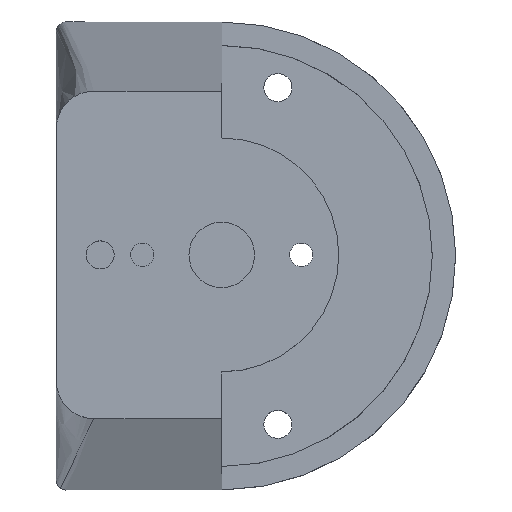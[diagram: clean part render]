
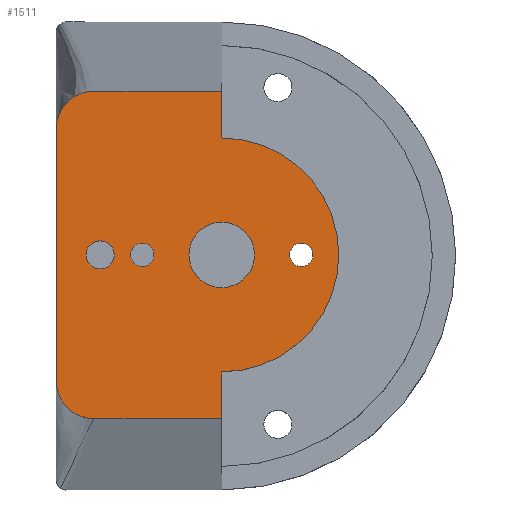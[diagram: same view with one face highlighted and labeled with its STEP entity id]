
A CAD part, top view. The second image highlights one B-rep face of the part: STEP entity #1511.
In plain terms, the highlighted planar face has unit normal (0, 0, 1).
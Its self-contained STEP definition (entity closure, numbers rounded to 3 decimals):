
#31=FACE_BOUND('',#215,.T.);
#32=FACE_BOUND('',#216,.T.);
#33=FACE_BOUND('',#217,.T.);
#34=FACE_BOUND('',#218,.T.);
#87=PLANE('',#1615);
#127=FACE_OUTER_BOUND('',#214,.T.);
#214=EDGE_LOOP('',(#1044,#1045,#1046,#1047,#1048,#1049,#1050,#1051,#1052,
#1053,#1054,#1055,#1056,#1057));
#215=EDGE_LOOP('',(#1058));
#216=EDGE_LOOP('',(#1059));
#217=EDGE_LOOP('',(#1060));
#218=EDGE_LOOP('',(#1061));
#314=LINE('',#2159,#443);
#323=LINE('',#2226,#452);
#324=LINE('',#2231,#453);
#325=LINE('',#2235,#454);
#326=LINE('',#2239,#455);
#327=LINE('',#2243,#456);
#328=LINE('',#2247,#457);
#329=LINE('',#2250,#458);
#443=VECTOR('',#1753,10.);
#452=VECTOR('',#1776,10.);
#453=VECTOR('',#1781,10.);
#454=VECTOR('',#1784,10.);
#455=VECTOR('',#1787,10.);
#456=VECTOR('',#1790,10.);
#457=VECTOR('',#1793,10.);
#458=VECTOR('',#1796,10.);
#571=CIRCLE('',#1605,1.5);
#578=CIRCLE('',#1616,12.5);
#579=CIRCLE('',#1617,17.5);
#580=CIRCLE('',#1618,4.);
#581=CIRCLE('',#1619,4.);
#582=CIRCLE('',#1620,4.);
#583=CIRCLE('',#1621,4.);
#584=CIRCLE('',#1622,3.5);
#585=CIRCLE('',#1623,1.25);
#586=CIRCLE('',#1624,1.25);
#638=VERTEX_POINT('',#2151);
#640=VERTEX_POINT('',#2157);
#641=VERTEX_POINT('',#2158);
#656=VERTEX_POINT('',#2224);
#657=VERTEX_POINT('',#2228);
#658=VERTEX_POINT('',#2230);
#659=VERTEX_POINT('',#2232);
#660=VERTEX_POINT('',#2234);
#661=VERTEX_POINT('',#2236);
#662=VERTEX_POINT('',#2238);
#663=VERTEX_POINT('',#2240);
#664=VERTEX_POINT('',#2242);
#665=VERTEX_POINT('',#2244);
#666=VERTEX_POINT('',#2246);
#667=VERTEX_POINT('',#2248);
#668=VERTEX_POINT('',#2251);
#669=VERTEX_POINT('',#2253);
#670=VERTEX_POINT('',#2255);
#788=EDGE_CURVE('',#638,#638,#571,.T.);
#791=EDGE_CURVE('',#640,#641,#314,.T.);
#809=EDGE_CURVE('',#641,#656,#323,.T.);
#810=EDGE_CURVE('',#657,#656,#578,.T.);
#811=EDGE_CURVE('',#657,#658,#324,.T.);
#812=EDGE_CURVE('',#658,#659,#579,.T.);
#813=EDGE_CURVE('',#659,#660,#325,.T.);
#814=EDGE_CURVE('',#660,#661,#580,.T.);
#815=EDGE_CURVE('',#661,#662,#326,.T.);
#816=EDGE_CURVE('',#663,#662,#581,.T.);
#817=EDGE_CURVE('',#664,#663,#327,.T.);
#818=EDGE_CURVE('',#665,#664,#582,.T.);
#819=EDGE_CURVE('',#665,#666,#328,.T.);
#820=EDGE_CURVE('',#666,#667,#583,.T.);
#821=EDGE_CURVE('',#667,#640,#329,.T.);
#822=EDGE_CURVE('',#668,#668,#584,.T.);
#823=EDGE_CURVE('',#669,#669,#585,.T.);
#824=EDGE_CURVE('',#670,#670,#586,.T.);
#1044=ORIENTED_EDGE('',*,*,#810,.F.);
#1045=ORIENTED_EDGE('',*,*,#811,.T.);
#1046=ORIENTED_EDGE('',*,*,#812,.T.);
#1047=ORIENTED_EDGE('',*,*,#813,.T.);
#1048=ORIENTED_EDGE('',*,*,#814,.T.);
#1049=ORIENTED_EDGE('',*,*,#815,.T.);
#1050=ORIENTED_EDGE('',*,*,#816,.F.);
#1051=ORIENTED_EDGE('',*,*,#817,.F.);
#1052=ORIENTED_EDGE('',*,*,#818,.F.);
#1053=ORIENTED_EDGE('',*,*,#819,.T.);
#1054=ORIENTED_EDGE('',*,*,#820,.T.);
#1055=ORIENTED_EDGE('',*,*,#821,.T.);
#1056=ORIENTED_EDGE('',*,*,#791,.T.);
#1057=ORIENTED_EDGE('',*,*,#809,.T.);
#1058=ORIENTED_EDGE('',*,*,#788,.T.);
#1059=ORIENTED_EDGE('',*,*,#822,.F.);
#1060=ORIENTED_EDGE('',*,*,#823,.F.);
#1061=ORIENTED_EDGE('',*,*,#824,.F.);
#1511=ADVANCED_FACE('',(#127,#31,#32,#33,#34),#87,.T.);
#1605=AXIS2_PLACEMENT_3D('',#2152,#1746,#1747);
#1615=AXIS2_PLACEMENT_3D('',#2227,#1777,#1778);
#1616=AXIS2_PLACEMENT_3D('',#2229,#1779,#1780);
#1617=AXIS2_PLACEMENT_3D('',#2233,#1782,#1783);
#1618=AXIS2_PLACEMENT_3D('',#2237,#1785,#1786);
#1619=AXIS2_PLACEMENT_3D('',#2241,#1788,#1789);
#1620=AXIS2_PLACEMENT_3D('',#2245,#1791,#1792);
#1621=AXIS2_PLACEMENT_3D('',#2249,#1794,#1795);
#1622=AXIS2_PLACEMENT_3D('',#2252,#1797,#1798);
#1623=AXIS2_PLACEMENT_3D('',#2254,#1799,#1800);
#1624=AXIS2_PLACEMENT_3D('',#2256,#1801,#1802);
#1746=DIRECTION('center_axis',(0.,0.,-1.));
#1747=DIRECTION('ref_axis',(-1.,0.,0.));
#1753=DIRECTION('',(0.001,1.,0.));
#1776=DIRECTION('',(0.,1.,0.));
#1777=DIRECTION('center_axis',(0.,0.,1.));
#1778=DIRECTION('ref_axis',(1.,0.,0.));
#1779=DIRECTION('center_axis',(0.,0.,-1.));
#1780=DIRECTION('ref_axis',(1.,0.,0.));
#1781=DIRECTION('',(0.,1.,0.));
#1782=DIRECTION('center_axis',(0.,0.,1.));
#1783=DIRECTION('ref_axis',(0.,-1.,0.));
#1784=DIRECTION('',(-1.,0.,0.));
#1785=DIRECTION('center_axis',(0.,0.,1.));
#1786=DIRECTION('ref_axis',(0.,1.,0.));
#1787=DIRECTION('',(0.,-1.,0.));
#1788=DIRECTION('center_axis',(0.,0.,-1.));
#1789=DIRECTION('ref_axis',(0.,1.,0.));
#1790=DIRECTION('',(0.,1.,0.));
#1791=DIRECTION('center_axis',(0.,0.,-1.));
#1792=DIRECTION('ref_axis',(-1.,0.,0.));
#1793=DIRECTION('',(0.,-1.,0.));
#1794=DIRECTION('center_axis',(0.,0.,1.));
#1795=DIRECTION('ref_axis',(-1.,0.,0.));
#1796=DIRECTION('',(1.,0.,0.));
#1797=DIRECTION('center_axis',(0.,0.,1.));
#1798=DIRECTION('ref_axis',(-1.,0.,0.));
#1799=DIRECTION('center_axis',(0.,0.,1.));
#1800=DIRECTION('ref_axis',(1.,0.,0.));
#1801=DIRECTION('center_axis',(0.,0.,1.));
#1802=DIRECTION('ref_axis',(1.,0.,0.));
#2151=CARTESIAN_POINT('',(-11.5,0.,64.38));
#2152=CARTESIAN_POINT('Origin',(-13.,0.,64.38));
#2157=CARTESIAN_POINT('',(0.,-17.5,64.38));
#2158=CARTESIAN_POINT('',(0.005,-13.214,64.38));
#2159=CARTESIAN_POINT('',(0.01,-8.758,64.38));
#2224=CARTESIAN_POINT('',(0.005,-12.5,64.38));
#2226=CARTESIAN_POINT('',(0.005,-15.,64.38));
#2227=CARTESIAN_POINT('Origin',(-15.087,0.,64.38));
#2228=CARTESIAN_POINT('',(0.004,12.5,64.38));
#2229=CARTESIAN_POINT('Origin',(0.,0.,64.38));
#2230=CARTESIAN_POINT('',(0.006,17.5,64.38));
#2231=CARTESIAN_POINT('',(0.,0.,64.38));
#2232=CARTESIAN_POINT('',(-0.006,17.5,64.38));
#2233=CARTESIAN_POINT('Origin',(0.,0.,64.38));
#2234=CARTESIAN_POINT('',(-13.677,17.5,64.38));
#2235=CARTESIAN_POINT('',(0.006,17.5,64.38));
#2236=CARTESIAN_POINT('',(-17.677,13.5,64.38));
#2237=CARTESIAN_POINT('Origin',(-13.677,13.5,64.38));
#2238=CARTESIAN_POINT('',(-17.677,8.566,64.38));
#2239=CARTESIAN_POINT('',(-17.677,13.5,64.38));
#2240=CARTESIAN_POINT('',(-17.678,8.504,64.38));
#2241=CARTESIAN_POINT('Origin',(-13.678,8.504,64.38));
#2242=CARTESIAN_POINT('',(-17.678,-8.504,64.38));
#2243=CARTESIAN_POINT('',(-17.678,4.252,64.38));
#2244=CARTESIAN_POINT('',(-17.677,-8.566,64.38));
#2245=CARTESIAN_POINT('Origin',(-13.678,-8.504,64.38));
#2246=CARTESIAN_POINT('',(-17.677,-13.5,64.38));
#2247=CARTESIAN_POINT('',(-17.677,13.5,64.38));
#2248=CARTESIAN_POINT('',(-13.677,-17.5,64.38));
#2249=CARTESIAN_POINT('Origin',(-13.677,-13.5,64.38));
#2250=CARTESIAN_POINT('',(-13.677,-17.5,64.38));
#2251=CARTESIAN_POINT('',(3.5,0.,64.38));
#2252=CARTESIAN_POINT('Origin',(0.,0.,64.38));
#2253=CARTESIAN_POINT('',(-9.75,0.,64.38));
#2254=CARTESIAN_POINT('Origin',(-8.5,0.,64.38));
#2255=CARTESIAN_POINT('',(7.25,0.,64.38));
#2256=CARTESIAN_POINT('Origin',(8.5,0.,64.38));
